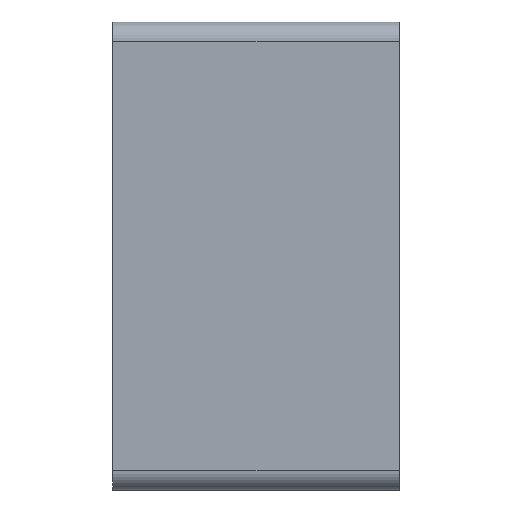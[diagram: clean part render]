
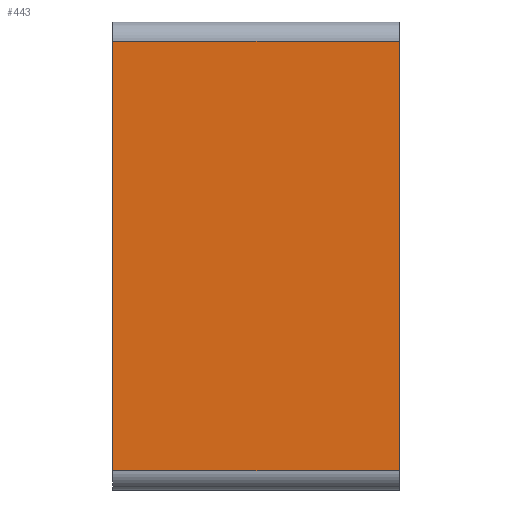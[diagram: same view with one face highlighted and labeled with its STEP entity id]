
A CAD part, left-side view. The second image highlights one B-rep face of the part: STEP entity #443.
In plain terms, the highlighted planar face has unit normal (-1, 0, 0).
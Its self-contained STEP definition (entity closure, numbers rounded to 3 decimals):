
#132 = EDGE_CURVE ( 'NONE', #1527, #458, #430, .T. ) ;
#145 = AXIS2_PLACEMENT_3D ( 'NONE', #1285, #1417, #473 ) ;
#167 = FACE_OUTER_BOUND ( 'NONE', #235, .T. ) ;
#168 = CARTESIAN_POINT ( 'NONE',  ( -28.5, 0., 22.5 ) ) ;
#186 = LINE ( 'NONE', #852, #1723 ) ;
#235 = EDGE_LOOP ( 'NONE', ( #261, #1464, #842, #1716 ) ) ;
#261 = ORIENTED_EDGE ( 'NONE', *, *, #1530, .T. ) ;
#287 = VERTEX_POINT ( 'NONE', #1394 ) ;
#323 = CARTESIAN_POINT ( 'NONE',  ( -28.5, 0., 22.5 ) ) ;
#383 = DIRECTION ( 'NONE',  ( 0., -1., 0. ) ) ;
#430 = LINE ( 'NONE', #641, #753 ) ;
#443 = ADVANCED_FACE ( 'NONE', ( #167 ), #1562, .F. ) ;
#458 = VERTEX_POINT ( 'NONE', #323 ) ;
#473 = DIRECTION ( 'NONE',  ( 0., 0., -1. ) ) ;
#617 = EDGE_CURVE ( 'NONE', #287, #1527, #1747, .T. ) ;
#641 = CARTESIAN_POINT ( 'NONE',  ( -28.5, 30., 22.5 ) ) ;
#661 = CARTESIAN_POINT ( 'NONE',  ( -28.5, 0., -22.5 ) ) ;
#685 = LINE ( 'NONE', #168, #983 ) ;
#753 = VECTOR ( 'NONE', #383, 1000. ) ;
#842 = ORIENTED_EDGE ( 'NONE', *, *, #617, .F. ) ;
#850 = DIRECTION ( 'NONE',  ( 0., 0., 1. ) ) ;
#852 = CARTESIAN_POINT ( 'NONE',  ( -28.5, 30., -22.5 ) ) ;
#980 = EDGE_CURVE ( 'NONE', #287, #1310, #186, .T. ) ;
#983 = VECTOR ( 'NONE', #850, 1000. ) ;
#1248 = CARTESIAN_POINT ( 'NONE',  ( -28.5, 30., 22.5 ) ) ;
#1285 = CARTESIAN_POINT ( 'NONE',  ( -28.5, 30., 22.5 ) ) ;
#1310 = VERTEX_POINT ( 'NONE', #661 ) ;
#1318 = CARTESIAN_POINT ( 'NONE',  ( -28.5, 30., 22.5 ) ) ;
#1387 = VECTOR ( 'NONE', #1624, 1000. ) ;
#1394 = CARTESIAN_POINT ( 'NONE',  ( -28.5, 30., -22.5 ) ) ;
#1417 = DIRECTION ( 'NONE',  ( 1., 0., 0. ) ) ;
#1464 = ORIENTED_EDGE ( 'NONE', *, *, #132, .F. ) ;
#1527 = VERTEX_POINT ( 'NONE', #1248 ) ;
#1530 = EDGE_CURVE ( 'NONE', #1310, #458, #685, .T. ) ;
#1562 = PLANE ( 'NONE',  #145 ) ;
#1624 = DIRECTION ( 'NONE',  ( 0., 0., 1. ) ) ;
#1662 = DIRECTION ( 'NONE',  ( 0., -1., 0. ) ) ;
#1716 = ORIENTED_EDGE ( 'NONE', *, *, #980, .T. ) ;
#1723 = VECTOR ( 'NONE', #1662, 1000. ) ;
#1747 = LINE ( 'NONE', #1318, #1387 ) ;
